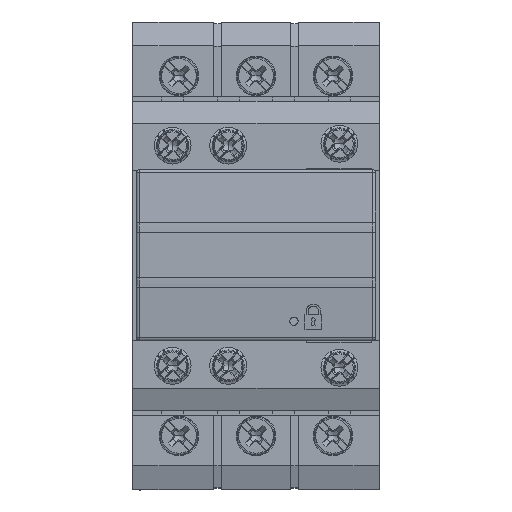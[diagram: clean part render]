
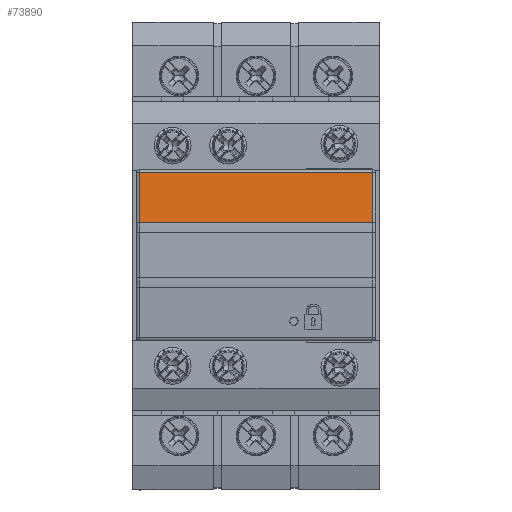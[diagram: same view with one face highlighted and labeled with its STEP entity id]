
A CAD part, top view. The second image highlights one B-rep face of the part: STEP entity #73890.
In plain terms, the highlighted planar face has unit normal (0, 0.085, 0.996).
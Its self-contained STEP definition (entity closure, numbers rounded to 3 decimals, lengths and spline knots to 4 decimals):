
#4236 = DIRECTION ( 'NONE',  ( 0., -0.085, -0.996 ) ) ;
#6806 = DIRECTION ( 'NONE',  ( 0., -0.996, 0.085 ) ) ;
#13864 = LINE ( 'NONE', #94847, #77649 ) ;
#15913 = ORIENTED_EDGE ( 'NONE', *, *, #64783, .F. ) ;
#17093 = ORIENTED_EDGE ( 'NONE', *, *, #68033, .F. ) ;
#20063 = FACE_OUTER_BOUND ( 'NONE', #50323, .T. ) ;
#22665 = CARTESIAN_POINT ( 'NONE',  ( -0.8366, 0.2008, 3.7598 ) ) ;
#25567 = CARTESIAN_POINT ( 'NONE',  ( 0.8366, 0.2343, 3.757 ) ) ;
#29486 = LINE ( 'NONE', #38933, #30978 ) ;
#30556 = LINE ( 'NONE', #22665, #39597 ) ;
#30978 = VECTOR ( 'NONE', #6806, 39.3701 ) ;
#32517 = VERTEX_POINT ( 'NONE', #39919 ) ;
#34031 = ORIENTED_EDGE ( 'NONE', *, *, #63934, .F. ) ;
#38236 = VERTEX_POINT ( 'NONE', #100494 ) ;
#38933 = CARTESIAN_POINT ( 'NONE',  ( 0.8366, 0.0137, 3.7759 ) ) ;
#39597 = VECTOR ( 'NONE', #84748, 39.3701 ) ;
#39896 = VERTEX_POINT ( 'NONE', #103029 ) ;
#39919 = CARTESIAN_POINT ( 'NONE',  ( -0.8366, 0.5962, 3.726 ) ) ;
#40925 = LINE ( 'NONE', #89301, #81283 ) ;
#50323 = EDGE_LOOP ( 'NONE', ( #17093, #34031, #15913, #69496 ) ) ;
#53307 = DIRECTION ( 'NONE',  ( 1., 0., 0. ) ) ;
#57119 = VERTEX_POINT ( 'NONE', #25567 ) ;
#59369 = AXIS2_PLACEMENT_3D ( 'NONE', #100527, #4236, #84735 ) ;
#61912 = EDGE_CURVE ( 'NONE', #32517, #38236, #13864, .T. ) ;
#63934 = EDGE_CURVE ( 'NONE', #57119, #39896, #40925, .T. ) ;
#64783 = EDGE_CURVE ( 'NONE', #38236, #57119, #29486, .T. ) ;
#67929 = PLANE ( 'NONE',  #59369 ) ;
#68033 = EDGE_CURVE ( 'NONE', #39896, #32517, #30556, .T. ) ;
#69496 = ORIENTED_EDGE ( 'NONE', *, *, #61912, .F. ) ;
#73890 = ADVANCED_FACE ( 'NONE', ( #20063 ), #67929, .F. ) ;
#77649 = VECTOR ( 'NONE', #53307, 39.3701 ) ;
#80909 = DIRECTION ( 'NONE',  ( -1., 0., 0. ) ) ;
#81283 = VECTOR ( 'NONE', #80909, 39.3701 ) ;
#84735 = DIRECTION ( 'NONE',  ( 0., 0.996, -0.085 ) ) ;
#84748 = DIRECTION ( 'NONE',  ( 0., 0.996, -0.085 ) ) ;
#89301 = CARTESIAN_POINT ( 'NONE',  ( 0.8563, 0.2343, 3.757 ) ) ;
#94847 = CARTESIAN_POINT ( 'NONE',  ( 0.8563, 0.5962, 3.726 ) ) ;
#100494 = CARTESIAN_POINT ( 'NONE',  ( 0.8366, 0.5962, 3.726 ) ) ;
#100527 = CARTESIAN_POINT ( 'NONE',  ( 0.8563, 0.2008, 3.7598 ) ) ;
#103029 = CARTESIAN_POINT ( 'NONE',  ( -0.8366, 0.2343, 3.757 ) ) ;
